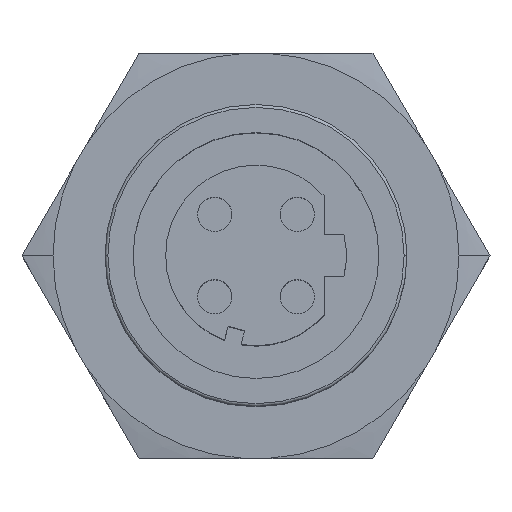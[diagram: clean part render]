
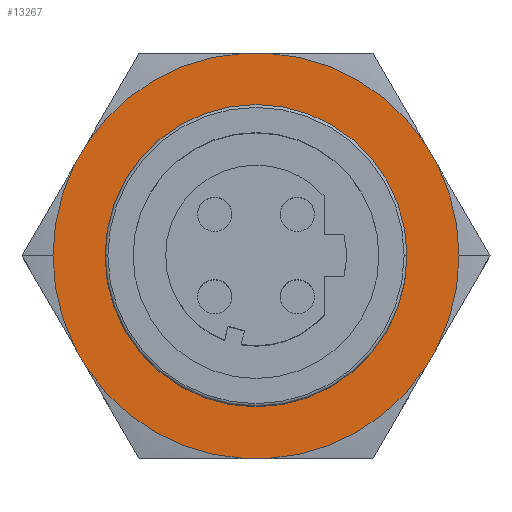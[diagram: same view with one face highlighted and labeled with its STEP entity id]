
A CAD part, top view. The second image highlights one B-rep face of the part: STEP entity #13267.
In plain terms, the highlighted planar face has unit normal (0, 0, 1).
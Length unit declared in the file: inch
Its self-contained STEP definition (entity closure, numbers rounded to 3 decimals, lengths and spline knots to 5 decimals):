
#3750 = DIRECTION ( 'NONE',  ( -1., 0., 0. ) ) ;
#3751 = VECTOR ( 'NONE', #3750, 39.37008 ) ;
#3752 = CARTESIAN_POINT ( 'NONE',  ( 0.20458, 0.35435, 0.1181 ) ) ;
#3754 = LINE ( 'NONE', #3752, #3751 ) ;
#4088 = CARTESIAN_POINT ( 'NONE',  ( 0.0209, 0.35435, 0.1181 ) ) ;
#4713 = CARTESIAN_POINT ( 'NONE',  ( 0.29643, -0.19528, 0.1181 ) ) ;
#4714 = DIRECTION ( 'NONE',  ( 0.5, 0.866, 0. ) ) ;
#4715 = VECTOR ( 'NONE', #4714, 39.37008 ) ;
#4716 = CARTESIAN_POINT ( 'NONE',  ( 0.20458, -0.35435, 0.1181 ) ) ;
#4721 = LINE ( 'NONE', #4716, #4715 ) ;
#4723 = CARTESIAN_POINT ( 'NONE',  ( 0.31733, -0.15907, 0.1181 ) ) ;
#6545 = CARTESIAN_POINT ( 'NONE',  ( 0.31733, 0.15907, 0.1181 ) ) ;
#6546 = CARTESIAN_POINT ( 'NONE',  ( 0.35497, 0., 0.1181 ) ) ;
#6547 = DIRECTION ( 'NONE',  ( 1., 0., 0. ) ) ;
#6548 = DIRECTION ( 'NONE',  ( 0., 0., 1. ) ) ;
#6549 = CARTESIAN_POINT ( 'NONE',  ( 0., 0., 0.1181 ) ) ;
#6550 = AXIS2_PLACEMENT_3D ( 'NONE', #6549, #6548, #6547 ) ;
#6551 = CIRCLE ( 'NONE', #6550, 0.35497 ) ;
#6552 = CARTESIAN_POINT ( 'NONE',  ( -0.35497, 0., 0.1181 ) ) ;
#6558 = CARTESIAN_POINT ( 'NONE',  ( -0.31733, -0.15907, 0.1181 ) ) ;
#6649 = DIRECTION ( 'NONE',  ( 1., 0., 0. ) ) ;
#6650 = DIRECTION ( 'NONE',  ( 0., 0., 1. ) ) ;
#6651 = CARTESIAN_POINT ( 'NONE',  ( 0., 0., 0.1181 ) ) ;
#6652 = AXIS2_PLACEMENT_3D ( 'NONE', #6651, #6650, #6649 ) ;
#6653 = CIRCLE ( 'NONE', #6652, 0.35497 ) ;
#6725 = CARTESIAN_POINT ( 'NONE',  ( -0.264, 0., 0.1181 ) ) ;
#6726 = CARTESIAN_POINT ( 'NONE',  ( 0.264, 0., 0.1181 ) ) ;
#6878 = DIRECTION ( 'NONE',  ( -1., 0., 0. ) ) ;
#6879 = DIRECTION ( 'NONE',  ( 0., 0., -1. ) ) ;
#6880 = CARTESIAN_POINT ( 'NONE',  ( 0., 0., 0.1181 ) ) ;
#6881 = AXIS2_PLACEMENT_3D ( 'NONE', #6880, #6879, #6878 ) ;
#6882 = CIRCLE ( 'NONE', #6881, 0.264 ) ;
#7036 = CARTESIAN_POINT ( 'NONE',  ( 0.0209, -0.35435, 0.1181 ) ) ;
#7404 = CARTESIAN_POINT ( 'NONE',  ( -0.0209, -0.35435, 0.1181 ) ) ;
#7405 = DIRECTION ( 'NONE',  ( 1., 0., 0. ) ) ;
#7406 = VECTOR ( 'NONE', #7405, 39.37008 ) ;
#7407 = CARTESIAN_POINT ( 'NONE',  ( -0.20458, -0.35435, 0.1181 ) ) ;
#7408 = LINE ( 'NONE', #7407, #7406 ) ;
#7430 = CARTESIAN_POINT ( 'NONE',  ( -0.0209, 0.35435, 0.1181 ) ) ;
#8172 = CARTESIAN_POINT ( 'NONE',  ( -0.29643, 0.19528, 0.1181 ) ) ;
#8173 = CARTESIAN_POINT ( 'NONE',  ( -0.31733, 0.15907, 0.1181 ) ) ;
#8184 = DIRECTION ( 'NONE',  ( -0.5, -0.866, 0. ) ) ;
#8185 = VECTOR ( 'NONE', #8184, 39.37008 ) ;
#8186 = CARTESIAN_POINT ( 'NONE',  ( -0.20458, 0.35435, 0.1181 ) ) ;
#8187 = LINE ( 'NONE', #8186, #8185 ) ;
#8217 = DIRECTION ( 'NONE',  ( -0.5, 0.866, 0. ) ) ;
#8218 = VECTOR ( 'NONE', #8217, 39.37008 ) ;
#8219 = CARTESIAN_POINT ( 'NONE',  ( 0.40917, 0., 0.1181 ) ) ;
#8220 = LINE ( 'NONE', #8219, #8218 ) ;
#8312 = CARTESIAN_POINT ( 'NONE',  ( -0.29643, -0.19528, 0.1181 ) ) ;
#8313 = AXIS2_PLACEMENT_3D ( 'NONE', #8330, #8329, #8328 ) ;
#8314 = CIRCLE ( 'NONE', #8313, 0.35497 ) ;
#8328 = DIRECTION ( 'NONE',  ( 1., 0., 0. ) ) ;
#8329 = DIRECTION ( 'NONE',  ( 0., 0., 1. ) ) ;
#8330 = CARTESIAN_POINT ( 'NONE',  ( 0., 0., 0.1181 ) ) ;
#8387 = DIRECTION ( 'NONE',  ( 1., 0., 0. ) ) ;
#8388 = DIRECTION ( 'NONE',  ( 0., 0., 1. ) ) ;
#8389 = CARTESIAN_POINT ( 'NONE',  ( 0., 0., 0.1181 ) ) ;
#8390 = AXIS2_PLACEMENT_3D ( 'NONE', #8389, #8388, #8387 ) ;
#8391 = CIRCLE ( 'NONE', #8390, 0.35497 ) ;
#8392 = DIRECTION ( 'NONE',  ( 1., 0., 0. ) ) ;
#8393 = DIRECTION ( 'NONE',  ( 0., 0., 1. ) ) ;
#8394 = CARTESIAN_POINT ( 'NONE',  ( 0., 0., 0.1181 ) ) ;
#8395 = AXIS2_PLACEMENT_3D ( 'NONE', #8394, #8393, #8392 ) ;
#8396 = CIRCLE ( 'NONE', #8395, 0.35497 ) ;
#8397 = DIRECTION ( 'NONE',  ( 1., 0., 0. ) ) ;
#8398 = DIRECTION ( 'NONE',  ( 0., 0., 1. ) ) ;
#8399 = CARTESIAN_POINT ( 'NONE',  ( 0., 0., 0.1181 ) ) ;
#8400 = AXIS2_PLACEMENT_3D ( 'NONE', #8399, #8398, #8397 ) ;
#8401 = CIRCLE ( 'NONE', #8400, 0.35497 ) ;
#8402 = DIRECTION ( 'NONE',  ( 1., 0., 0. ) ) ;
#8403 = DIRECTION ( 'NONE',  ( 0., 0., 1. ) ) ;
#8404 = CARTESIAN_POINT ( 'NONE',  ( 0., 0., 0.1181 ) ) ;
#8405 = AXIS2_PLACEMENT_3D ( 'NONE', #8404, #8403, #8402 ) ;
#8406 = CIRCLE ( 'NONE', #8405, 0.35497 ) ;
#8555 = DIRECTION ( 'NONE',  ( -1., 0., 0. ) ) ;
#8556 = DIRECTION ( 'NONE',  ( 0., 0., -1. ) ) ;
#8557 = CARTESIAN_POINT ( 'NONE',  ( 0., 0., 0.1181 ) ) ;
#8558 = AXIS2_PLACEMENT_3D ( 'NONE', #8557, #8556, #8555 ) ;
#8560 = CIRCLE ( 'NONE', #8558, 0.264 ) ;
#8755 = CARTESIAN_POINT ( 'NONE',  ( 0.29643, 0.19528, 0.1181 ) ) ;
#8783 = FACE_OUTER_BOUND ( 'NONE', #13261, .T. ) ;
#8784 = FACE_BOUND ( 'NONE', #13194, .T. ) ;
#8797 = DIRECTION ( 'NONE',  ( 1., 0., 0. ) ) ;
#8798 = DIRECTION ( 'NONE',  ( 0., 0., 1. ) ) ;
#8799 = AXIS2_PLACEMENT_3D ( 'NONE', #8806, #8798, #8797 ) ;
#8800 = CIRCLE ( 'NONE', #8799, 0.35497 ) ;
#8806 = CARTESIAN_POINT ( 'NONE',  ( 0., 0., 0.1181 ) ) ;
#8812 = DIRECTION ( 'NONE',  ( 0.5, -0.866, 0. ) ) ;
#8813 = VECTOR ( 'NONE', #8812, 39.37008 ) ;
#8814 = CARTESIAN_POINT ( 'NONE',  ( -0.40917, 0., 0.1181 ) ) ;
#8815 = DIRECTION ( 'NONE',  ( 1., 0., 0. ) ) ;
#8816 = DIRECTION ( 'NONE',  ( 0., 0., 1. ) ) ;
#8817 = AXIS2_PLACEMENT_3D ( 'NONE', #8819, #8816, #8815 ) ;
#8818 = LINE ( 'NONE', #8814, #8813 ) ;
#8819 = CARTESIAN_POINT ( 'NONE',  ( 0.40917, 0., 0.1181 ) ) ;
#8820 = PLANE ( 'NONE',  #8817 ) ;
#13124 = EDGE_CURVE ( 'NONE', #13137, #13136, #8187, .T. ) ;
#13136 = VERTEX_POINT ( 'NONE', #8173 ) ;
#13137 = VERTEX_POINT ( 'NONE', #8172 ) ;
#13140 = EDGE_CURVE ( 'NONE', #13799, #13256, #8220, .T. ) ;
#13169 = ORIENTED_EDGE ( 'NONE', *, *, #13919, .T. ) ;
#13178 = VERTEX_POINT ( 'NONE', #8312 ) ;
#13179 = ORIENTED_EDGE ( 'NONE', *, *, #13180, .T. ) ;
#13180 = EDGE_CURVE ( 'NONE', #14517, #13137, #8314, .T. ) ;
#13181 = ORIENTED_EDGE ( 'NONE', *, *, #13835, .T. ) ;
#13186 = ORIENTED_EDGE ( 'NONE', *, *, #13796, .T. ) ;
#13188 = ORIENTED_EDGE ( 'NONE', *, *, #13140, .T. ) ;
#13190 = ORIENTED_EDGE ( 'NONE', *, *, #13272, .T. ) ;
#13192 = ORIENTED_EDGE ( 'NONE', *, *, #13269, .T. ) ;
#13194 = EDGE_LOOP ( 'NONE', ( #13169, #13265 ) ) ;
#13196 = ORIENTED_EDGE ( 'NONE', *, *, #13197, .T. ) ;
#13197 = EDGE_CURVE ( 'NONE', #13178, #14463, #8406, .T. ) ;
#13198 = ORIENTED_EDGE ( 'NONE', *, *, #14625, .T. ) ;
#13199 = ORIENTED_EDGE ( 'NONE', *, *, #14456, .T. ) ;
#13200 = ORIENTED_EDGE ( 'NONE', *, *, #13202, .T. ) ;
#13202 = EDGE_CURVE ( 'NONE', #13996, #14988, #8401, .T. ) ;
#13203 = ORIENTED_EDGE ( 'NONE', *, *, #14987, .T. ) ;
#13204 = ORIENTED_EDGE ( 'NONE', *, *, #13205, .T. ) ;
#13205 = EDGE_CURVE ( 'NONE', #14983, #13798, #8396, .T. ) ;
#13206 = ORIENTED_EDGE ( 'NONE', *, *, #13124, .T. ) ;
#13207 = ORIENTED_EDGE ( 'NONE', *, *, #13208, .T. ) ;
#13208 = EDGE_CURVE ( 'NONE', #13136, #13795, #8391, .T. ) ;
#13243 = EDGE_CURVE ( 'NONE', #13850, #13851, #8560, .T. ) ;
#13256 = VERTEX_POINT ( 'NONE', #8755 ) ;
#13261 = EDGE_LOOP ( 'NONE', ( #13188, #13190, #13198, #13179, #13206, #13207, #13186, #13192, #13196, #13199, #13200, #13203, #13204, #13181 ) ) ;
#13265 = ORIENTED_EDGE ( 'NONE', *, *, #13243, .T. ) ;
#13267 = ADVANCED_FACE ( 'NONE', ( #8784, #8783 ), #8820, .T. ) ;
#13269 = EDGE_CURVE ( 'NONE', #13792, #13178, #8818, .T. ) ;
#13272 = EDGE_CURVE ( 'NONE', #13256, #14846, #8800, .T. ) ;
#13792 = VERTEX_POINT ( 'NONE', #6558 ) ;
#13795 = VERTEX_POINT ( 'NONE', #6552 ) ;
#13796 = EDGE_CURVE ( 'NONE', #13795, #13792, #6551, .T. ) ;
#13798 = VERTEX_POINT ( 'NONE', #6546 ) ;
#13799 = VERTEX_POINT ( 'NONE', #6545 ) ;
#13835 = EDGE_CURVE ( 'NONE', #13798, #13799, #6653, .T. ) ;
#13850 = VERTEX_POINT ( 'NONE', #6726 ) ;
#13851 = VERTEX_POINT ( 'NONE', #6725 ) ;
#13919 = EDGE_CURVE ( 'NONE', #13851, #13850, #6882, .T. ) ;
#13996 = VERTEX_POINT ( 'NONE', #7036 ) ;
#14456 = EDGE_CURVE ( 'NONE', #14463, #13996, #7408, .T. ) ;
#14463 = VERTEX_POINT ( 'NONE', #7404 ) ;
#14517 = VERTEX_POINT ( 'NONE', #7430 ) ;
#14625 = EDGE_CURVE ( 'NONE', #14846, #14517, #3754, .T. ) ;
#14846 = VERTEX_POINT ( 'NONE', #4088 ) ;
#14983 = VERTEX_POINT ( 'NONE', #4723 ) ;
#14987 = EDGE_CURVE ( 'NONE', #14988, #14983, #4721, .T. ) ;
#14988 = VERTEX_POINT ( 'NONE', #4713 ) ;
